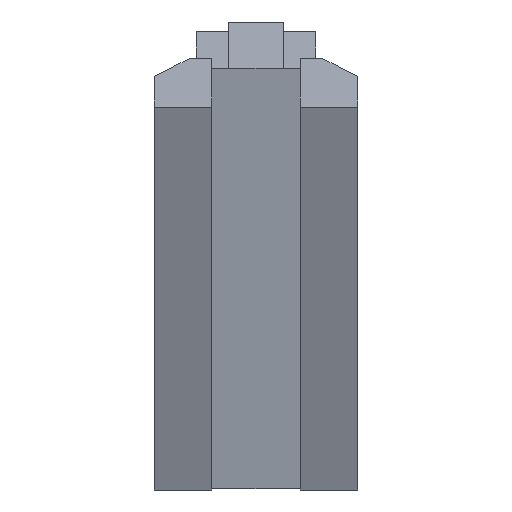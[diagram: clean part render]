
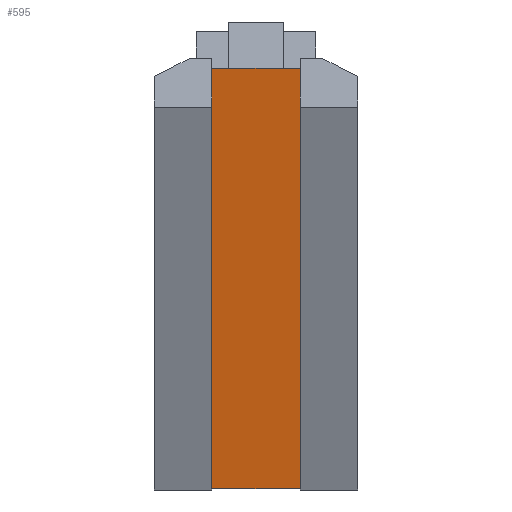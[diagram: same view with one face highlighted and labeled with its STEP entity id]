
A CAD part, left-side view. The second image highlights one B-rep face of the part: STEP entity #595.
In plain terms, the highlighted planar face has unit normal (-0.985, 0, -0.175).
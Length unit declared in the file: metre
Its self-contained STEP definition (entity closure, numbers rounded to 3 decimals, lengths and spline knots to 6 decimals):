
#157=ORIENTED_EDGE('',*,*,#196,.T.);
#158=ORIENTED_EDGE('',*,*,#253,.T.);
#159=ORIENTED_EDGE('',*,*,#202,.T.);
#160=ORIENTED_EDGE('',*,*,#254,.F.);
#196=EDGE_CURVE('',#278,#277,#331,.T.);
#202=EDGE_CURVE('',#283,#282,#337,.T.);
#253=EDGE_CURVE('',#277,#283,#388,.T.);
#254=EDGE_CURVE('',#278,#282,#389,.T.);
#277=VERTEX_POINT('',#834);
#278=VERTEX_POINT('',#836);
#282=VERTEX_POINT('',#846);
#283=VERTEX_POINT('',#848);
#331=LINE('',#835,#412);
#337=LINE('',#847,#418);
#388=LINE('',#949,#469);
#389=LINE('',#951,#470);
#412=VECTOR('',#669,1.);
#418=VECTOR('',#677,1.);
#469=VECTOR('',#778,1.);
#470=VECTOR('',#781,1.);
#500=EDGE_LOOP('',(#157,#158,#159,#160));
#533=FACE_BOUND('',#500,.T.);
#564=PLANE('',#639);
#595=ADVANCED_FACE('',(#533),#564,.T.);
#639=AXIS2_PLACEMENT_3D('',#950,#779,#780);
#669=DIRECTION('',(0.,1.,0.));
#677=DIRECTION('',(0.,-1.,0.));
#778=DIRECTION('',(0.175,0.,-0.985));
#779=DIRECTION('',(-0.985,0.,-0.175));
#780=DIRECTION('',(-0.175,0.,0.985));
#781=DIRECTION('',(0.175,0.,-0.985));
#834=CARTESIAN_POINT('',(0.03694,0.0037,0.039261));
#835=CARTESIAN_POINT('',(0.03694,0.0085,0.039261));
#836=CARTESIAN_POINT('',(0.03694,-0.0037,0.039261));
#846=CARTESIAN_POINT('',(0.043184,-0.0037,0.004106));
#847=CARTESIAN_POINT('',(0.043184,0.0085,0.004106));
#848=CARTESIAN_POINT('',(0.043184,0.0037,0.004106));
#949=CARTESIAN_POINT('',(0.036785,0.0037,0.040132));
#950=CARTESIAN_POINT('',(0.036447,0.0035,0.042035));
#951=CARTESIAN_POINT('',(0.036785,-0.0037,0.040132));
